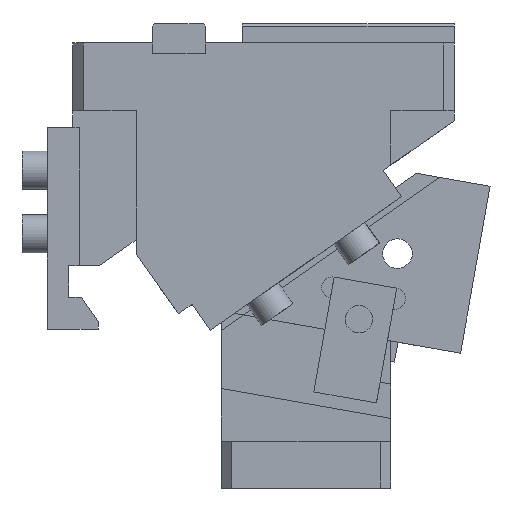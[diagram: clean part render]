
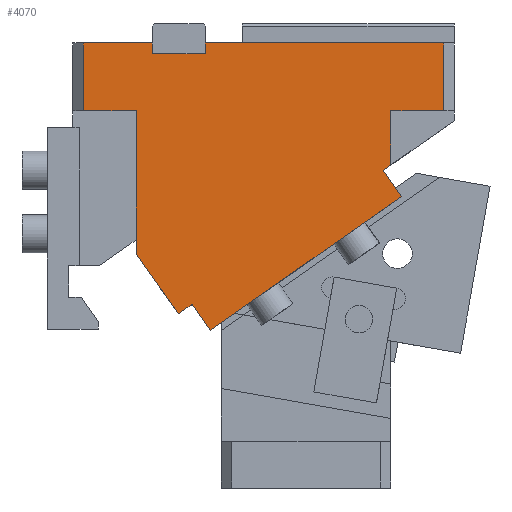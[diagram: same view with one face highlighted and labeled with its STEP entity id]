
A CAD part, front view. The second image highlights one B-rep face of the part: STEP entity #4070.
In plain terms, the highlighted planar face has unit normal (0, -1, 0).
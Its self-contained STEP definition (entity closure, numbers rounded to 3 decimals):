
#70=CARTESIAN_POINT('Vertex',(56.309,-57.5,-123.225)) ;
#73=CARTESIAN_POINT('Line Origine',(53.033,-57.5,-125.52)) ;
#77=CARTESIAN_POINT('Vertex',(49.756,-57.5,-127.814)) ;
#115=CARTESIAN_POINT('Vertex',(64.913,-57.5,-135.513)) ;
#118=CARTESIAN_POINT('Line Origine',(60.611,-57.5,-129.369)) ;
#142=CARTESIAN_POINT('Vertex',(155.02,-57.5,-72.419)) ;
#145=CARTESIAN_POINT('Line Origine',(109.966,-57.5,-103.966)) ;
#569=CARTESIAN_POINT('Vertex',(5.,-57.5,-32.)) ;
#572=CARTESIAN_POINT('Line Origine',(5.,-57.5,-16.)) ;
#576=CARTESIAN_POINT('Vertex',(5.,-57.5,0.)) ;
#1756=CARTESIAN_POINT('Line Origine',(21.25,-57.5,0.)) ;
#1760=CARTESIAN_POINT('Vertex',(37.5,-57.5,0.)) ;
#1801=CARTESIAN_POINT('Line Origine',(37.5,-57.5,-2.5)) ;
#1805=CARTESIAN_POINT('Vertex',(37.5,-57.5,-5.)) ;
#1838=CARTESIAN_POINT('Vertex',(62.5,-57.5,-5.)) ;
#1841=CARTESIAN_POINT('Line Origine',(62.5,-57.5,-2.5)) ;
#1845=CARTESIAN_POINT('Vertex',(62.5,-57.5,0.)) ;
#1860=CARTESIAN_POINT('Line Origine',(50.,-57.5,-5.)) ;
#2779=CARTESIAN_POINT('Vertex',(175.,-57.5,0.)) ;
#2784=CARTESIAN_POINT('Line Origine',(175.,-57.5,-16.)) ;
#2788=CARTESIAN_POINT('Vertex',(175.,-57.5,-32.)) ;
#2859=CARTESIAN_POINT('Vertex',(150.,-57.5,-32.)) ;
#2862=CARTESIAN_POINT('Line Origine',(150.,-57.5,-44.811)) ;
#2866=CARTESIAN_POINT('Vertex',(150.,-57.5,-57.623)) ;
#3066=CARTESIAN_POINT('Line Origine',(162.5,-57.5,-32.)) ;
#3363=CARTESIAN_POINT('Line Origine',(118.75,-57.5,0.)) ;
#3616=CARTESIAN_POINT('Line Origine',(148.208,-57.5,-58.877)) ;
#3620=CARTESIAN_POINT('Vertex',(146.416,-57.5,-60.132)) ;
#3963=CARTESIAN_POINT('Line Origine',(150.718,-57.5,-66.276)) ;
#4027=CARTESIAN_POINT('Axis2P3D Location',(0.,-57.5,0.)) ;
#4032=CARTESIAN_POINT('Line Origine',(17.5,-57.5,-32.)) ;
#4036=CARTESIAN_POINT('Vertex',(30.,-57.5,-32.)) ;
#4039=CARTESIAN_POINT('Line Origine',(30.,-57.5,-65.8)) ;
#4043=CARTESIAN_POINT('Vertex',(30.,-57.5,-99.599)) ;
#4046=CARTESIAN_POINT('Line Origine',(39.878,-57.5,-113.707)) ;
#74=DIRECTION('Vector Direction',(-0.819,0.,-0.574)) ;
#119=DIRECTION('Vector Direction',(-0.574,0.,0.819)) ;
#146=DIRECTION('Vector Direction',(-0.819,0.,-0.574)) ;
#573=DIRECTION('Vector Direction',(0.,0.,-1.)) ;
#1757=DIRECTION('Vector Direction',(1.,0.,0.)) ;
#1802=DIRECTION('Vector Direction',(0.,0.,1.)) ;
#1842=DIRECTION('Vector Direction',(0.,0.,-1.)) ;
#1861=DIRECTION('Vector Direction',(1.,0.,0.)) ;
#2785=DIRECTION('Vector Direction',(0.,0.,1.)) ;
#2863=DIRECTION('Vector Direction',(0.,0.,1.)) ;
#3067=DIRECTION('Vector Direction',(-1.,0.,0.)) ;
#3364=DIRECTION('Vector Direction',(1.,0.,0.)) ;
#3617=DIRECTION('Vector Direction',(-0.819,0.,-0.574)) ;
#3964=DIRECTION('Vector Direction',(-0.574,0.,0.819)) ;
#4028=DIRECTION('Axis2P3D Direction',(0.,1.,0.)) ;
#4029=DIRECTION('Axis2P3D XDirection',(0.,0.,1.)) ;
#4033=DIRECTION('Vector Direction',(-1.,0.,0.)) ;
#4040=DIRECTION('Vector Direction',(0.,0.,-1.)) ;
#4047=DIRECTION('Vector Direction',(-0.574,0.,0.819)) ;
#4030=AXIS2_PLACEMENT_3D('Plane Axis2P3D',#4027,#4028,#4029) ;
#4052=ORIENTED_EDGE('',*,*,#122,.F.) ;
#4053=ORIENTED_EDGE('',*,*,#149,.F.) ;
#4054=ORIENTED_EDGE('',*,*,#3967,.T.) ;
#4055=ORIENTED_EDGE('',*,*,#3622,.F.) ;
#4056=ORIENTED_EDGE('',*,*,#2868,.T.) ;
#4057=ORIENTED_EDGE('',*,*,#3070,.F.) ;
#4058=ORIENTED_EDGE('',*,*,#2790,.T.) ;
#4059=ORIENTED_EDGE('',*,*,#3367,.F.) ;
#4060=ORIENTED_EDGE('',*,*,#1847,.T.) ;
#4061=ORIENTED_EDGE('',*,*,#1864,.F.) ;
#4062=ORIENTED_EDGE('',*,*,#1807,.T.) ;
#4063=ORIENTED_EDGE('',*,*,#1762,.F.) ;
#4064=ORIENTED_EDGE('',*,*,#578,.T.) ;
#4065=ORIENTED_EDGE('',*,*,#4038,.F.) ;
#4066=ORIENTED_EDGE('',*,*,#4045,.T.) ;
#4067=ORIENTED_EDGE('',*,*,#4050,.F.) ;
#4068=ORIENTED_EDGE('',*,*,#79,.F.) ;
#75=VECTOR('Line Direction',#74,1.) ;
#120=VECTOR('Line Direction',#119,1.) ;
#147=VECTOR('Line Direction',#146,1.) ;
#574=VECTOR('Line Direction',#573,1.) ;
#1758=VECTOR('Line Direction',#1757,1.) ;
#1803=VECTOR('Line Direction',#1802,1.) ;
#1843=VECTOR('Line Direction',#1842,1.) ;
#1862=VECTOR('Line Direction',#1861,1.) ;
#2786=VECTOR('Line Direction',#2785,1.) ;
#2864=VECTOR('Line Direction',#2863,1.) ;
#3068=VECTOR('Line Direction',#3067,1.) ;
#3365=VECTOR('Line Direction',#3364,1.) ;
#3618=VECTOR('Line Direction',#3617,1.) ;
#3965=VECTOR('Line Direction',#3964,1.) ;
#4034=VECTOR('Line Direction',#4033,1.) ;
#4041=VECTOR('Line Direction',#4040,1.) ;
#4048=VECTOR('Line Direction',#4047,1.) ;
#4070=ADVANCED_FACE('CAM HOLDER',(#4069),#4031,.F.) ;
#79=EDGE_CURVE('',#71,#78,#76,.T.) ;
#122=EDGE_CURVE('',#116,#71,#121,.T.) ;
#149=EDGE_CURVE('',#143,#116,#148,.T.) ;
#578=EDGE_CURVE('',#577,#570,#575,.T.) ;
#1762=EDGE_CURVE('',#577,#1761,#1759,.T.) ;
#1807=EDGE_CURVE('',#1806,#1761,#1804,.T.) ;
#1847=EDGE_CURVE('',#1846,#1839,#1844,.T.) ;
#1864=EDGE_CURVE('',#1806,#1839,#1863,.T.) ;
#2790=EDGE_CURVE('',#2789,#2780,#2787,.T.) ;
#2868=EDGE_CURVE('',#2867,#2860,#2865,.T.) ;
#3070=EDGE_CURVE('',#2789,#2860,#3069,.T.) ;
#3367=EDGE_CURVE('',#1846,#2780,#3366,.T.) ;
#3622=EDGE_CURVE('',#2867,#3621,#3619,.T.) ;
#3967=EDGE_CURVE('',#143,#3621,#3966,.T.) ;
#4038=EDGE_CURVE('',#4037,#570,#4035,.T.) ;
#4045=EDGE_CURVE('',#4037,#4044,#4042,.T.) ;
#4050=EDGE_CURVE('',#78,#4044,#4049,.T.) ;
#4051=EDGE_LOOP('',(#4052,#4053,#4054,#4055,#4056,#4057,#4058,#4059,#4060,#4061,#4062,#4063,#4064,#4065,#4066,#4067,#4068)) ;
#4069=FACE_OUTER_BOUND('',#4051,.T.) ;
#76=LINE('Line',#73,#75) ;
#121=LINE('Line',#118,#120) ;
#148=LINE('Line',#145,#147) ;
#575=LINE('Line',#572,#574) ;
#1759=LINE('Line',#1756,#1758) ;
#1804=LINE('Line',#1801,#1803) ;
#1844=LINE('Line',#1841,#1843) ;
#1863=LINE('Line',#1860,#1862) ;
#2787=LINE('Line',#2784,#2786) ;
#2865=LINE('Line',#2862,#2864) ;
#3069=LINE('Line',#3066,#3068) ;
#3366=LINE('Line',#3363,#3365) ;
#3619=LINE('Line',#3616,#3618) ;
#3966=LINE('Line',#3963,#3965) ;
#4035=LINE('Line',#4032,#4034) ;
#4042=LINE('Line',#4039,#4041) ;
#4049=LINE('Line',#4046,#4048) ;
#4031=PLANE('Plane',#4030) ;
#71=VERTEX_POINT('',#70) ;
#78=VERTEX_POINT('',#77) ;
#116=VERTEX_POINT('',#115) ;
#143=VERTEX_POINT('',#142) ;
#570=VERTEX_POINT('',#569) ;
#577=VERTEX_POINT('',#576) ;
#1761=VERTEX_POINT('',#1760) ;
#1806=VERTEX_POINT('',#1805) ;
#1839=VERTEX_POINT('',#1838) ;
#1846=VERTEX_POINT('',#1845) ;
#2780=VERTEX_POINT('',#2779) ;
#2789=VERTEX_POINT('',#2788) ;
#2860=VERTEX_POINT('',#2859) ;
#2867=VERTEX_POINT('',#2866) ;
#3621=VERTEX_POINT('',#3620) ;
#4037=VERTEX_POINT('',#4036) ;
#4044=VERTEX_POINT('',#4043) ;
